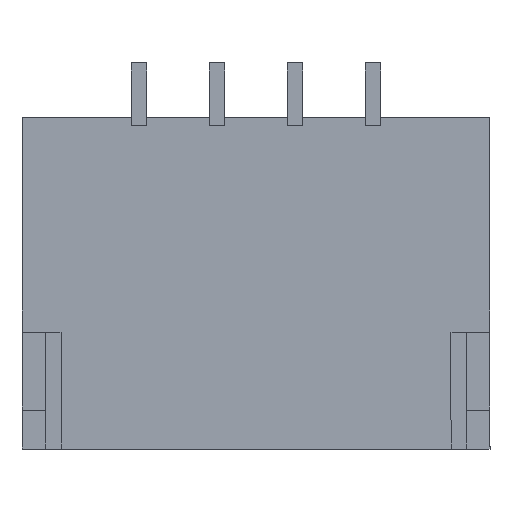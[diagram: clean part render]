
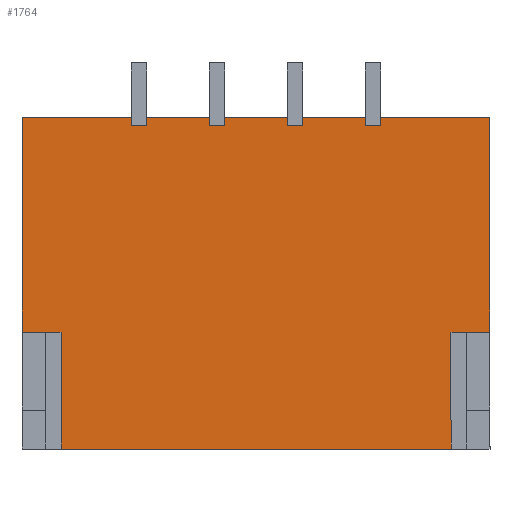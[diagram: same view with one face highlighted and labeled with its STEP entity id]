
A CAD part, front view. The second image highlights one B-rep face of the part: STEP entity #1764.
In plain terms, the highlighted planar face has unit normal (0, -1, 0).
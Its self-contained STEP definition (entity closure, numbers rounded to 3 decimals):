
#110=FACE_OUTER_BOUND('',#199,.T.);
#199=EDGE_LOOP('',(#1401,#1402,#1403,#1404,#1405,#1406,#1407,#1408,#1409,
#1410,#1411,#1412,#1413,#1414,#1415,#1416,#1417,#1418,#1419,#1420,#1421,
#1422,#1423,#1424,#1425,#1426));
#309=LINE('',#2484,#553);
#313=LINE('',#2490,#557);
#314=LINE('',#2494,#558);
#318=LINE('',#2500,#562);
#319=LINE('',#2504,#563);
#323=LINE('',#2510,#567);
#324=LINE('',#2514,#568);
#328=LINE('',#2520,#572);
#330=LINE('',#2524,#574);
#332=LINE('',#2528,#576);
#334=LINE('',#2533,#578);
#337=LINE('',#2538,#581);
#339=LINE('',#2542,#583);
#343=LINE('',#2551,#587);
#353=LINE('',#2571,#597);
#354=LINE('',#2572,#598);
#355=LINE('',#2573,#599);
#356=LINE('',#2575,#600);
#360=LINE('',#2580,#604);
#368=LINE('',#2597,#612);
#371=LINE('',#2603,#615);
#387=LINE('',#2634,#631);
#388=LINE('',#2637,#632);
#399=LINE('',#2659,#643);
#400=LINE('',#2660,#644);
#401=LINE('',#2661,#645);
#553=VECTOR('',#2025,1000.);
#557=VECTOR('',#2031,1000.);
#558=VECTOR('',#2034,1000.);
#562=VECTOR('',#2040,1000.);
#563=VECTOR('',#2043,1000.);
#567=VECTOR('',#2049,1000.);
#568=VECTOR('',#2052,1000.);
#572=VECTOR('',#2058,1000.);
#574=VECTOR('',#2062,1000.);
#576=VECTOR('',#2066,1000.);
#578=VECTOR('',#2070,1000.);
#581=VECTOR('',#2075,1000.);
#583=VECTOR('',#2079,1000.);
#587=VECTOR('',#2085,1000.);
#597=VECTOR('',#2103,1000.);
#598=VECTOR('',#2104,1000.);
#599=VECTOR('',#2105,1000.);
#600=VECTOR('',#2106,1000.);
#604=VECTOR('',#2110,1000.);
#612=VECTOR('',#2126,1000.);
#615=VECTOR('',#2131,1000.);
#631=VECTOR('',#2155,1000.);
#632=VECTOR('',#2158,1000.);
#643=VECTOR('',#2179,1000.);
#644=VECTOR('',#2180,1000.);
#645=VECTOR('',#2181,1000.);
#784=VERTEX_POINT('',#2482);
#785=VERTEX_POINT('',#2483);
#786=VERTEX_POINT('',#2488);
#787=VERTEX_POINT('',#2492);
#788=VERTEX_POINT('',#2493);
#789=VERTEX_POINT('',#2498);
#790=VERTEX_POINT('',#2502);
#791=VERTEX_POINT('',#2503);
#792=VERTEX_POINT('',#2508);
#793=VERTEX_POINT('',#2512);
#794=VERTEX_POINT('',#2513);
#795=VERTEX_POINT('',#2518);
#796=VERTEX_POINT('',#2522);
#797=VERTEX_POINT('',#2526);
#798=VERTEX_POINT('',#2530);
#799=VERTEX_POINT('',#2532);
#800=VERTEX_POINT('',#2536);
#801=VERTEX_POINT('',#2540);
#802=VERTEX_POINT('',#2544);
#805=VERTEX_POINT('',#2549);
#812=VERTEX_POINT('',#2574);
#813=VERTEX_POINT('',#2578);
#818=VERTEX_POINT('',#2596);
#820=VERTEX_POINT('',#2602);
#832=VERTEX_POINT('',#2636);
#838=VERTEX_POINT('',#2658);
#959=EDGE_CURVE('',#784,#785,#309,.T.);
#963=EDGE_CURVE('',#784,#786,#313,.T.);
#964=EDGE_CURVE('',#787,#788,#314,.T.);
#968=EDGE_CURVE('',#788,#789,#318,.T.);
#969=EDGE_CURVE('',#790,#791,#319,.T.);
#973=EDGE_CURVE('',#790,#792,#323,.T.);
#974=EDGE_CURVE('',#793,#794,#324,.T.);
#978=EDGE_CURVE('',#791,#795,#328,.T.);
#980=EDGE_CURVE('',#794,#796,#330,.T.);
#982=EDGE_CURVE('',#787,#797,#332,.T.);
#984=EDGE_CURVE('',#798,#799,#334,.T.);
#987=EDGE_CURVE('',#785,#800,#337,.T.);
#989=EDGE_CURVE('',#793,#801,#339,.T.);
#993=EDGE_CURVE('',#802,#805,#343,.T.);
#1003=EDGE_CURVE('',#786,#796,#353,.T.);
#1004=EDGE_CURVE('',#801,#795,#354,.T.);
#1005=EDGE_CURVE('',#792,#789,#355,.T.);
#1006=EDGE_CURVE('',#797,#812,#356,.T.);
#1010=EDGE_CURVE('',#813,#800,#360,.T.);
#1018=EDGE_CURVE('',#818,#802,#368,.T.);
#1021=EDGE_CURVE('',#820,#798,#371,.T.);
#1037=EDGE_CURVE('',#799,#813,#387,.T.);
#1038=EDGE_CURVE('',#832,#820,#388,.T.);
#1049=EDGE_CURVE('',#838,#832,#399,.T.);
#1050=EDGE_CURVE('',#838,#818,#400,.T.);
#1051=EDGE_CURVE('',#812,#805,#401,.T.);
#1401=ORIENTED_EDGE('',*,*,#963,.F.);
#1402=ORIENTED_EDGE('',*,*,#959,.T.);
#1403=ORIENTED_EDGE('',*,*,#987,.T.);
#1404=ORIENTED_EDGE('',*,*,#1010,.F.);
#1405=ORIENTED_EDGE('',*,*,#1037,.F.);
#1406=ORIENTED_EDGE('',*,*,#984,.F.);
#1407=ORIENTED_EDGE('',*,*,#1021,.F.);
#1408=ORIENTED_EDGE('',*,*,#1038,.F.);
#1409=ORIENTED_EDGE('',*,*,#1049,.F.);
#1410=ORIENTED_EDGE('',*,*,#1050,.T.);
#1411=ORIENTED_EDGE('',*,*,#1018,.T.);
#1412=ORIENTED_EDGE('',*,*,#993,.T.);
#1413=ORIENTED_EDGE('',*,*,#1051,.F.);
#1414=ORIENTED_EDGE('',*,*,#1006,.F.);
#1415=ORIENTED_EDGE('',*,*,#982,.F.);
#1416=ORIENTED_EDGE('',*,*,#964,.T.);
#1417=ORIENTED_EDGE('',*,*,#968,.T.);
#1418=ORIENTED_EDGE('',*,*,#1005,.F.);
#1419=ORIENTED_EDGE('',*,*,#973,.F.);
#1420=ORIENTED_EDGE('',*,*,#969,.T.);
#1421=ORIENTED_EDGE('',*,*,#978,.T.);
#1422=ORIENTED_EDGE('',*,*,#1004,.F.);
#1423=ORIENTED_EDGE('',*,*,#989,.F.);
#1424=ORIENTED_EDGE('',*,*,#974,.T.);
#1425=ORIENTED_EDGE('',*,*,#980,.T.);
#1426=ORIENTED_EDGE('',*,*,#1003,.F.);
#1675=PLANE('',#1876);
#1764=ADVANCED_FACE('',(#110),#1675,.T.);
#1876=AXIS2_PLACEMENT_3D('',#2657,#2177,#2178);
#2025=DIRECTION('',(-1.,0.,0.));
#2031=DIRECTION('',(0.,0.,1.));
#2034=DIRECTION('',(-1.,0.,0.));
#2040=DIRECTION('',(0.,0.,1.));
#2043=DIRECTION('',(-1.,0.,0.));
#2049=DIRECTION('',(0.,0.,1.));
#2052=DIRECTION('',(-1.,0.,0.));
#2058=DIRECTION('',(0.,0.,1.));
#2062=DIRECTION('',(0.,0.,1.));
#2066=DIRECTION('',(0.,0.,1.));
#2070=DIRECTION('',(-1.,0.,0.));
#2075=DIRECTION('',(0.,0.,1.));
#2079=DIRECTION('',(0.,0.,1.));
#2085=DIRECTION('',(1.,0.,0.));
#2103=DIRECTION('',(1.,0.,0.));
#2104=DIRECTION('',(1.,0.,0.));
#2105=DIRECTION('',(1.,0.,0.));
#2106=DIRECTION('',(1.,0.,0.));
#2110=DIRECTION('',(1.,0.,0.));
#2126=DIRECTION('',(1.,0.,0.));
#2131=DIRECTION('',(-1.,0.,0.));
#2155=DIRECTION('',(0.,0.,1.));
#2158=DIRECTION('',(0.,0.,1.));
#2177=DIRECTION('center_axis',(0.,-1.,0.));
#2178=DIRECTION('ref_axis',(0.,0.,
1.));
#2179=DIRECTION('',(-1.,0.,0.));
#2180=DIRECTION('',(0.,0.,1.));
#2181=DIRECTION('',(0.,0.,-1.));
#2482=CARTESIAN_POINT('',(-1.9,0.,-15.68));
#2483=CARTESIAN_POINT('',(-2.1,0.,-15.68));
#2484=CARTESIAN_POINT('',(2.5,0.,-15.68));
#2488=CARTESIAN_POINT('',(-1.9,0.,-15.58));
#2490=CARTESIAN_POINT('',(-1.9,0.,-15.58));
#2492=CARTESIAN_POINT('',(1.1,0.,-15.68));
#2493=CARTESIAN_POINT('',(0.9,0.,-15.68));
#2494=CARTESIAN_POINT('',(2.5,0.,-15.68));
#2498=CARTESIAN_POINT('',(0.9,0.,-15.58));
#2500=CARTESIAN_POINT('',(0.9,0.,-15.58));
#2502=CARTESIAN_POINT('',(0.1,0.,-15.68));
#2503=CARTESIAN_POINT('',(-0.1,0.,-15.68));
#2504=CARTESIAN_POINT('',(2.5,0.,-15.68));
#2508=CARTESIAN_POINT('',(0.1,0.,-15.58));
#2510=CARTESIAN_POINT('',(0.1,0.,-15.58));
#2512=CARTESIAN_POINT('',(-0.9,0.,-15.68));
#2513=CARTESIAN_POINT('',(-1.1,0.,-15.68));
#2514=CARTESIAN_POINT('',(2.5,0.,-15.68));
#2518=CARTESIAN_POINT('',(-0.1,0.,-15.58));
#2520=CARTESIAN_POINT('',(-0.1,0.,-15.58));
#2522=CARTESIAN_POINT('',(-1.1,0.,-15.58));
#2524=CARTESIAN_POINT('',(-1.1,0.,-15.58));
#2526=CARTESIAN_POINT('',(1.1,0.,-15.58));
#2528=CARTESIAN_POINT('',(1.1,0.,-15.58));
#2530=CARTESIAN_POINT('',(-3.2,0.,-18.33));
#2532=CARTESIAN_POINT('',(-3.5,0.,-18.33));
#2533=CARTESIAN_POINT('',(-3.,0.,-18.33));
#2536=CARTESIAN_POINT('',(-2.1,0.,-15.58));
#2538=CARTESIAN_POINT('',(-2.1,0.,-15.58));
#2540=CARTESIAN_POINT('',(-0.9,0.,-15.58));
#2542=CARTESIAN_POINT('',(-0.9,0.,-15.58));
#2544=CARTESIAN_POINT('',(2.2,0.,-18.33));
#2549=CARTESIAN_POINT('',(2.5,0.,-18.33));
#2551=CARTESIAN_POINT('',(2.,0.,-18.33));
#2571=CARTESIAN_POINT('',(-3.5,0.,-15.58));
#2572=CARTESIAN_POINT('',(-3.5,0.,-15.58));
#2573=CARTESIAN_POINT('',(-3.5,0.,-15.58));
#2574=CARTESIAN_POINT('',(2.5,0.,-15.58));
#2575=CARTESIAN_POINT('',(-3.5,0.,-15.58));
#2578=CARTESIAN_POINT('',(-3.5,0.,-15.58));
#2580=CARTESIAN_POINT('',(-3.5,0.,-15.58));
#2596=CARTESIAN_POINT('',(2.,0.,-18.33));
#2597=CARTESIAN_POINT('',(2.,0.,-18.33));
#2602=CARTESIAN_POINT('',(-3.,0.,-18.33));
#2603=CARTESIAN_POINT('',(-3.,0.,-18.33));
#2634=CARTESIAN_POINT('',(-3.5,0.,-15.58));
#2636=CARTESIAN_POINT('',(-3.,0.,-19.83));
#2637=CARTESIAN_POINT('',(-3.,0.,-18.33));
#2657=CARTESIAN_POINT('Origin',(2.5,0.,-15.58));
#2658=CARTESIAN_POINT('',(2.,0.,-19.83));
#2659=CARTESIAN_POINT('',(2.5,0.,-19.83));
#2660=CARTESIAN_POINT('',(2.,0.,-18.33));
#2661=CARTESIAN_POINT('',(2.5,0.,-15.58));
